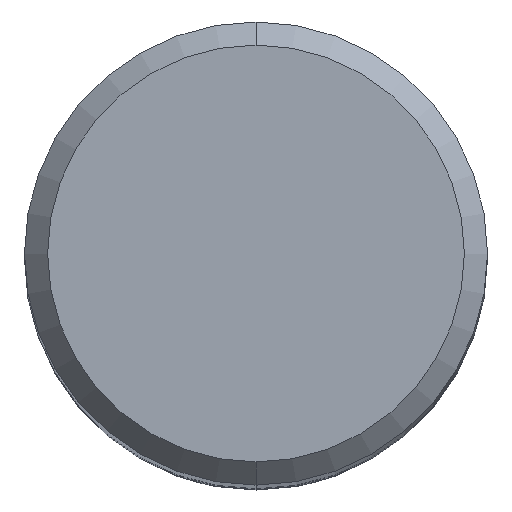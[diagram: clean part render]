
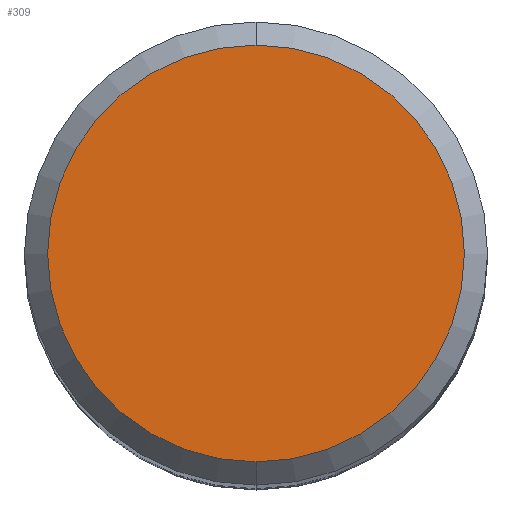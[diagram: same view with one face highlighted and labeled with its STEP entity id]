
A CAD part, top view. The second image highlights one B-rep face of the part: STEP entity #309.
In plain terms, the highlighted planar face has unit normal (0, 0, 1).
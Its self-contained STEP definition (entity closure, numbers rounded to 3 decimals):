
#191=VERTEX_POINT('',#496);
#203=VERTEX_POINT('',#509);
#217=EDGE_CURVE('',#203,#191,#524,.T.);
#309=ADVANCED_FACE('',(#626),#627,.T.);
#443=EDGE_CURVE('',#191,#203,#777,.T.);
#496=CARTESIAN_POINT('',(0.0,7.2,0.0));
#509=CARTESIAN_POINT('',(0.,-7.2,0.0));
#524=CIRCLE('',#894,7.2);
#626=FACE_OUTER_BOUND('',#1100,.T.);
#627=PLANE('',#1101);
#777=CIRCLE('',#1474,7.2);
#894=AXIS2_PLACEMENT_3D('',#1542,#1543,#1544);
#1100=EDGE_LOOP('',(#1654,#1655));
#1101=AXIS2_PLACEMENT_3D('',#1656,#1657,#1658);
#1474=AXIS2_PLACEMENT_3D('',#1830,#1831,#1832);
#1542=CARTESIAN_POINT('',(0.0,0.0,0.0));
#1543=DIRECTION('',(0.0,0.0,-1.0));
#1544=DIRECTION('',(0.0,1.0,0.0));
#1654=ORIENTED_EDGE('',*,*,#443,.F.);
#1655=ORIENTED_EDGE('',*,*,#217,.F.);
#1656=CARTESIAN_POINT('',(0.0,3.6,0.0));
#1657=DIRECTION('',(-0.0,0.0,1.0));
#1658=DIRECTION('',(0.0,-1.0,0.0));
#1830=CARTESIAN_POINT('',(0.0,0.0,0.0));
#1831=DIRECTION('',(0.0,0.0,-1.0));
#1832=DIRECTION('',(0.0,1.0,0.0));
